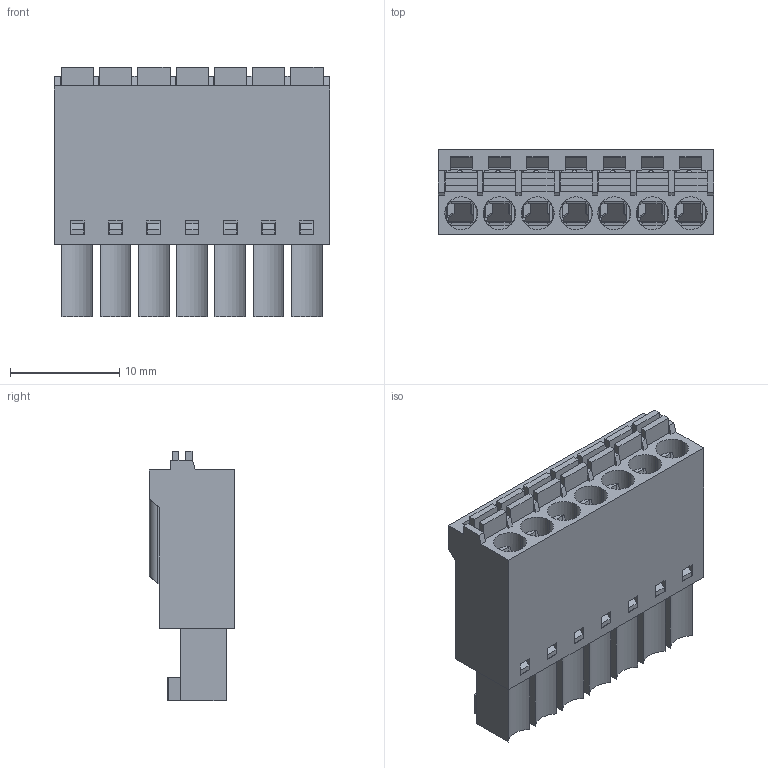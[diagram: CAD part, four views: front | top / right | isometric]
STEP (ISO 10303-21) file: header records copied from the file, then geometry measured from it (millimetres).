
FILE_DESCRIPTION(/* description */ ('Unknown'),/* implementation_level */ '2;1');
FILE_NAME(/* name */ '691304100007',/* time_stamp */ '2018-09-14T13:18:18+02:00',/* author */ ('Unknown'),/* organization */ ('Unknown'),/* preprocessor_version */ 'ST-DEVELOPER v16.7',/* originating_system */ 'DEX',/* authorisation */ $);
FILE_SCHEMA (('AUTOMOTIVE_DESIGN {1 0 10303 214 3 1 1}'));
Length unit declared in the file: millimetre
Products named in the file (6): 6913041000xx; 691304100007; 691304100007_Bas; 6913041000xx_Levier; 6913041000xx_Pin; 6913041000xx_Lamelle
Assembly tree (23 placements, depth 2):
  6913041000xx
    691304100007
    691304100007_Bas
    6913041000xx_Levier  x7
    6913041000xx_Pin  x7
    6913041000xx_Lamelle  x7
Bounding box: 25.2 x 7.8 x 22.8 mm (x, y, z)
Volume: 1977.7 mm3; surface area: 7353.9 mm2
Topology: 23 solids, 23 shells, 2009 faces, 5658 edges, 3695 vertices
Faces by surface type: plane 1568, cylinder 406, cone 35
Full cylindrical faces by diameter (mm): 1.2 x7
Entity records: 36723 total; most frequent: CARTESIAN_POINT 6799, ORIENTED_EDGE 6448, DIRECTION 5809, EDGE_CURVE 3224, LINE 2813, VECTOR 2813, VERTEX_POINT 2145, AXIS2_PLACEMENT_3D 1498
